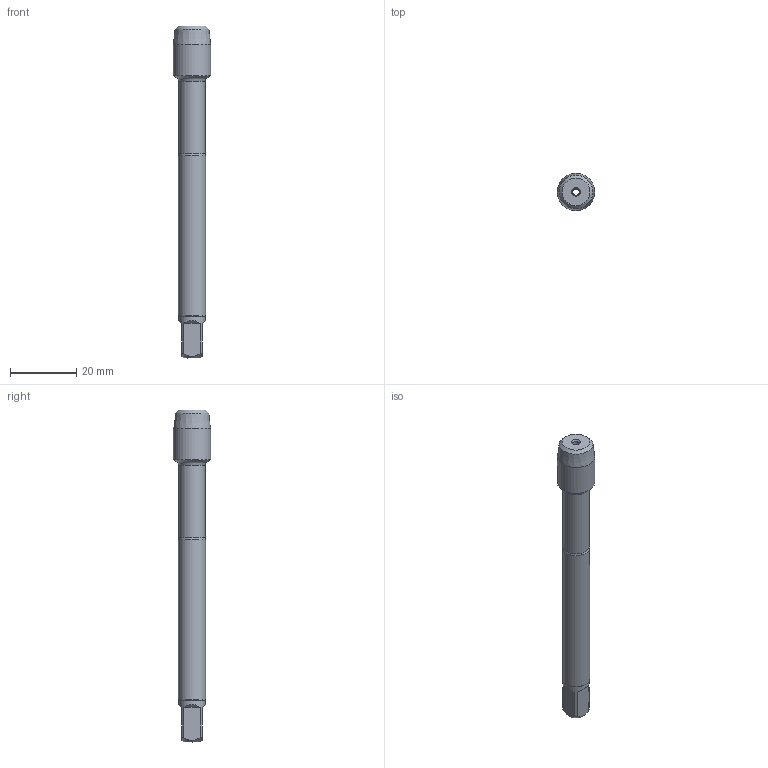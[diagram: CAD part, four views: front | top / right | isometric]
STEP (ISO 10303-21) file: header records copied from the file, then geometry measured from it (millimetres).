
FILE_DESCRIPTION(/* description */ (''),/* implementation_level */ '2;1');
FILE_NAME(/* name */ 'd602_20220505_201106_tb_1.stp',/* time_stamp */ '2022-05-05T20:13:01+02:00',/* author */ (''),/* organization */ ('SMS'),/* preprocessor_version */ 'ST-DEVELOPER v16.7',/* originating_system */ 'SIEMENS PLM Software NX 12.0',/* authorisation */ '');
FILE_SCHEMA (('AUTOMOTIVE_DESIGN { 1 0 10303 214 3 1 1 1 }'));
Length unit declared in the file: millimetre
Products named in the file (1): D602_20220505_201106_TB_1
Bounding box: 11.24 x 11.24 x 100 mm (x, y, z)
Volume: 5346 mm3; surface area: 3403.1 mm2
Topology: 1 solids, 1 shells, 24 faces, 121 edges, 165 vertices
Faces by surface type: plane 10, cone 7, cylinder 5, torus 2
Full cylindrical faces by diameter (mm): 2 x1, 7.876 x1, 7.904 x1, 8.204 x1, 11.239 x1
Entity records: 1212 total; most frequent: CARTESIAN_POINT 182, DIRECTION 169, ORIENTED_EDGE 78, LINE 71, VECTOR 71, STYLED_ITEM 68, PRESENTATION_STYLE_ASSIGNMENT 68, CURVE_STYLE 60
